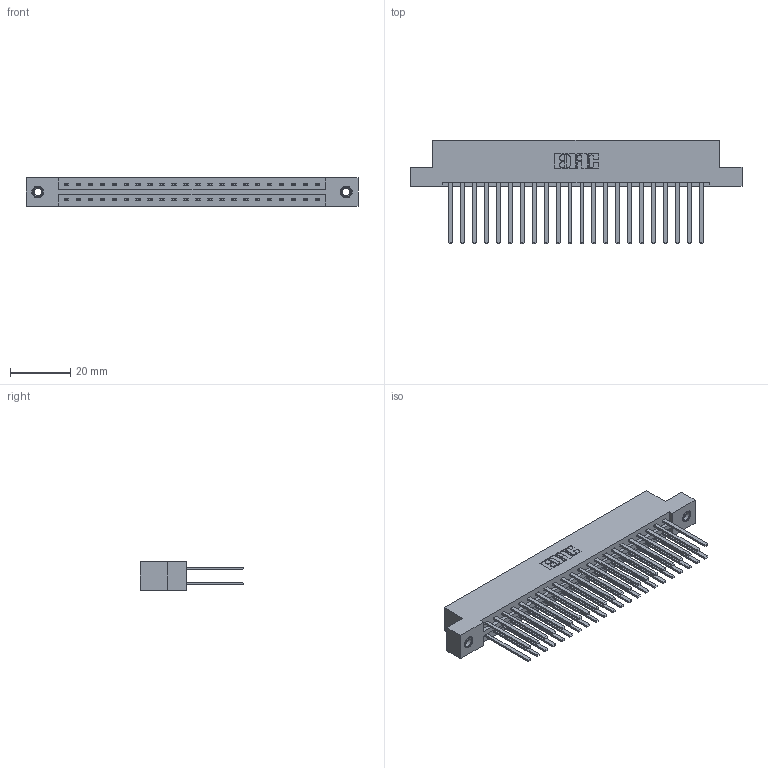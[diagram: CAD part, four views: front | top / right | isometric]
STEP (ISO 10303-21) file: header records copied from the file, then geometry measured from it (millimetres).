
FILE_DESCRIPTION (( 'STEP AP203' ), '1' );
FILE_NAME ('387-044-544-207.STEP', '2018-09-20T02:29:28', ( '' ), ( '' ), 'SwSTEP 2.0', 'SolidWorks 2016', '' );
FILE_SCHEMA (( 'CONFIG_CONTROL_DESIGN' ));
Length unit declared in the file: inch
Products named in the file (4): 337 Part_Flush Mounting Lugs - 0.156 Dia-TI; 345-292-001_345-293-144; 345-250-001_345-250-005-103; 387-044-544-207
Assembly tree (47 placements, depth 2):
  387-044-544-207
    337 Part_Flush Mounting Lugs - 0.156 Dia-TI
    345-292-001_345-293-144  x44
    345-250-001_345-250-005-103  x2
Bounding box: 110.19 x 34.3 x 9.4 mm (x, y, z)
Volume: 11949.3 mm3; surface area: 15365.2 mm2
Topology: 47 solids, 47 shells, 2286 faces, 6739 edges, 4426 vertices
Faces by surface type: plane 1598, cylinder 672, cone 12, torus 4
Entity records: 20646 total; most frequent: CARTESIAN_POINT 3473, ORIENTED_EDGE 3402, DIRECTION 3019, EDGE_CURVE 1701, LINE 1557, VECTOR 1557, VERTEX_POINT 1128, AXIS2_PLACEMENT_3D 731
